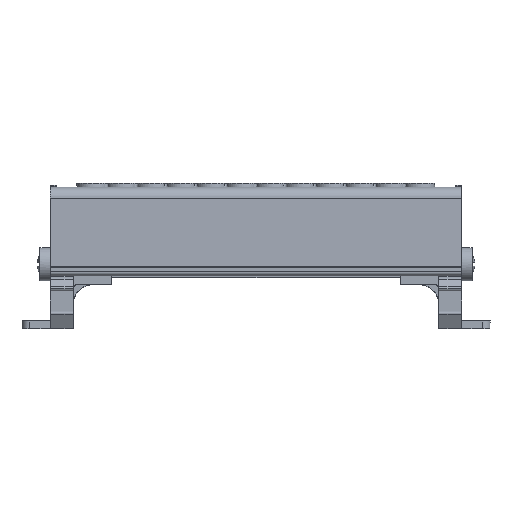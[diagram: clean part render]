
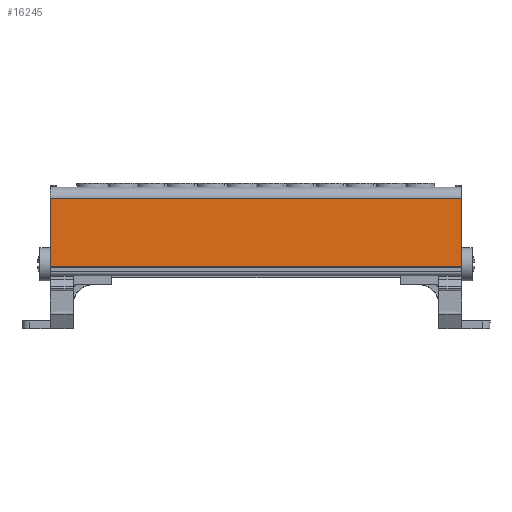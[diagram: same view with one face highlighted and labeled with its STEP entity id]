
A CAD part, top view. The second image highlights one B-rep face of the part: STEP entity #16245.
In plain terms, the highlighted planar face has unit normal (0, 0.018, 1).
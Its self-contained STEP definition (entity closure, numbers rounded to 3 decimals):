
#4735 = EDGE_LOOP ( 'NONE', ( #20754, #20775, #20800, #20784 ) ) ;
#11829 = EDGE_CURVE ( 'NONE', #29521, #29525, #17855, .T. ) ;
#11901 = EDGE_CURVE ( 'NONE', #29602, #29525, #18019, .T. ) ;
#11942 = EDGE_CURVE ( 'NONE', #29529, #29602, #17079, .T. ) ;
#12087 = EDGE_CURVE ( 'NONE', #29521, #29529, #17278, .T. ) ;
#12162 = VECTOR ( 'NONE', #17849, 1000. ) ;
#12266 = VECTOR ( 'NONE', #18030, 1000. ) ;
#12272 = VECTOR ( 'NONE', #17097, 1000. ) ;
#12362 = VECTOR ( 'NONE', #17311, 1000. ) ;
#16245 = ADVANCED_FACE ( 'NONE', ( #22941 ), #21715, .F. ) ;
#17079 = LINE ( 'NONE', #17084, #12272 ) ;
#17084 = CARTESIAN_POINT ( 'NONE',  ( -83.372, -20.747, 103.148 ) ) ;
#17097 = DIRECTION ( 'NONE',  ( 0., -1., 0.017 ) ) ;
#17278 = LINE ( 'NONE', #17282, #12362 ) ;
#17282 = CARTESIAN_POINT ( 'NONE',  ( -70.826, -24.744, 103.218 ) ) ;
#17311 = DIRECTION ( 'NONE',  ( -1., 0., 0. ) ) ;
#17848 = CARTESIAN_POINT ( 'NONE',  ( 24.228, -20.747, 103.148 ) ) ;
#17849 = DIRECTION ( 'NONE',  ( 0., -1., 0.017 ) ) ;
#17855 = LINE ( 'NONE', #17848, #12162 ) ;
#18010 = CARTESIAN_POINT ( 'NONE',  ( 22.738, -43.695, 103.548 ) ) ;
#18019 = LINE ( 'NONE', #18010, #12266 ) ;
#18030 = DIRECTION ( 'NONE',  ( 1., 0., 0. ) ) ;
#20754 = ORIENTED_EDGE ( 'NONE', *, *, #11901, .T. ) ;
#20775 = ORIENTED_EDGE ( 'NONE', *, *, #11829, .F. ) ;
#20784 = ORIENTED_EDGE ( 'NONE', *, *, #11942, .T. ) ;
#20800 = ORIENTED_EDGE ( 'NONE', *, *, #12087, .T. ) ;
#21715 = PLANE ( 'NONE',  #23486 ) ;
#21852 = CARTESIAN_POINT ( 'NONE',  ( -84.021, -20.747, 103.148 ) ) ;
#22359 = DIRECTION ( 'NONE',  ( 0., -0.017, -1. ) ) ;
#22363 = DIRECTION ( 'NONE',  ( 0., 1., -0.017 ) ) ;
#22941 = FACE_OUTER_BOUND ( 'NONE', #4735, .T. ) ;
#23486 = AXIS2_PLACEMENT_3D ( 'NONE', #21852, #22359, #22363 ) ;
#29521 = VERTEX_POINT ( 'NONE', #30405 ) ;
#29525 = VERTEX_POINT ( 'NONE', #30358 ) ;
#29529 = VERTEX_POINT ( 'NONE', #30363 ) ;
#29602 = VERTEX_POINT ( 'NONE', #30543 ) ;
#30358 = CARTESIAN_POINT ( 'NONE',  ( 24.228, -43.695, 103.548 ) ) ;
#30363 = CARTESIAN_POINT ( 'NONE',  ( -83.372, -24.744, 103.218 ) ) ;
#30405 = CARTESIAN_POINT ( 'NONE',  ( 24.228, -24.744, 103.218 ) ) ;
#30543 = CARTESIAN_POINT ( 'NONE',  ( -83.372, -43.695, 103.548 ) ) ;
